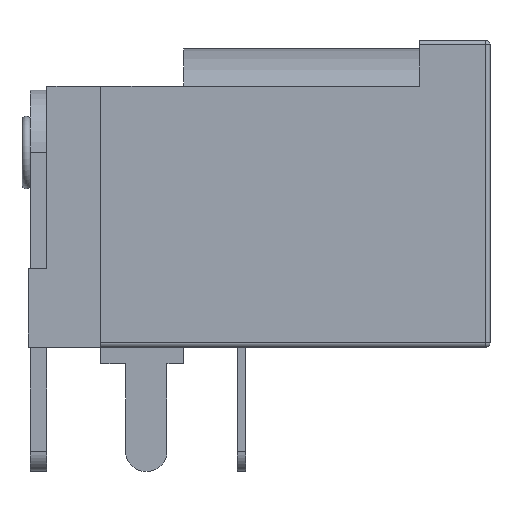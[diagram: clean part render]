
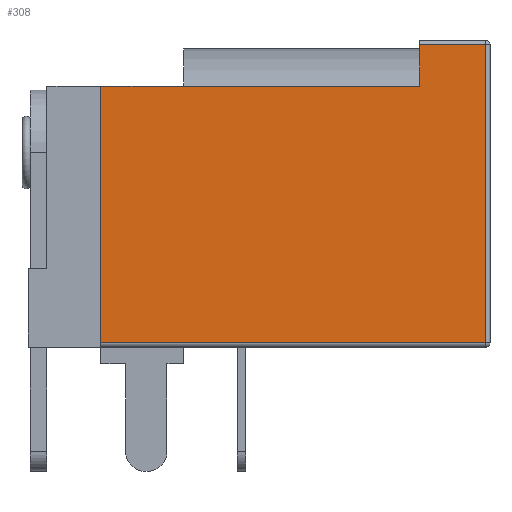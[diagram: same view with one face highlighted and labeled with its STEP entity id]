
A CAD part, left-side view. The second image highlights one B-rep face of the part: STEP entity #308.
In plain terms, the highlighted planar face has unit normal (-1, 0, 0).
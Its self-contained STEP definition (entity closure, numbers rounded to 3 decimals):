
#308 = ADVANCED_FACE( '', ( #691 ), #692, .T. );
#691 = FACE_OUTER_BOUND( '', #1220, .T. );
#692 = PLANE( '', #1221 );
#1220 = EDGE_LOOP( '', ( #1800, #1801, #1802, #1803, #1804, #1805, #1806 ) );
#1221 = AXIS2_PLACEMENT_3D( '', #1807, #1808, #1809 );
#1800 = ORIENTED_EDGE( '', *, *, #3215, .T. );
#1801 = ORIENTED_EDGE( '', *, *, #3232, .T. );
#1802 = ORIENTED_EDGE( '', *, *, #3233, .T. );
#1803 = ORIENTED_EDGE( '', *, *, #3234, .T. );
#1804 = ORIENTED_EDGE( '', *, *, #3235, .F. );
#1805 = ORIENTED_EDGE( '', *, *, #3236, .F. );
#1806 = ORIENTED_EDGE( '', *, *, #3237, .F. );
#1807 = CARTESIAN_POINT( '', ( -2.5, -1.7, -3.7 ) );
#1808 = DIRECTION( '', ( -1., 0., 0. ) );
#1809 = DIRECTION( '', ( 0., 0., 1. ) );
#3215 = EDGE_CURVE( '', #3779, #3777, #3780, .T. );
#3232 = EDGE_CURVE( '', #3777, #3810, #3811, .F. );
#3233 = EDGE_CURVE( '', #3810, #3812, #3813, .T. );
#3234 = EDGE_CURVE( '', #3812, #3814, #3815, .T. );
#3235 = EDGE_CURVE( '', #3816, #3814, #3817, .T. );
#3236 = EDGE_CURVE( '', #3818, #3816, #3819, .T. );
#3237 = EDGE_CURVE( '', #3779, #3818, #3820, .T. );
#3777 = VERTEX_POINT( '', #4604 );
#3779 = VERTEX_POINT( '', #4606 );
#3780 = LINE( '', #4607, #4608 );
#3810 = VERTEX_POINT( '', #4652 );
#3811 = LINE( '', #4653, #4654 );
#3812 = VERTEX_POINT( '', #4655 );
#3813 = LINE( '', #4656, #4657 );
#3814 = VERTEX_POINT( '', #4658 );
#3815 = LINE( '', #4659, #4660 );
#3816 = VERTEX_POINT( '', #4661 );
#3817 = LINE( '', #4662, #4663 );
#3818 = VERTEX_POINT( '', #4664 );
#3819 = LINE( '', #4665, #4666 );
#3820 = LINE( '', #4667, #4668 );
#4604 = CARTESIAN_POINT( '', ( -2.5, 7.7, -3.6 ) );
#4606 = CARTESIAN_POINT( '', ( -2.5, 7.7, 2.6 ) );
#4607 = CARTESIAN_POINT( '', ( -2.5, 7.7, 2.6 ) );
#4608 = VECTOR( '', #5728, 1000. );
#4652 = CARTESIAN_POINT( '', ( -2.5, -1.6, -3.6 ) );
#4653 = CARTESIAN_POINT( '', ( -2.5, -1.7, -3.6 ) );
#4654 = VECTOR( '', #5743, 1000. );
#4655 = CARTESIAN_POINT( '', ( -2.5, -1.6, 3.6 ) );
#4656 = CARTESIAN_POINT( '', ( -2.5, -1.6, 3.7 ) );
#4657 = VECTOR( '', #5744, 1000. );
#4658 = CARTESIAN_POINT( '', ( -2.5, 0., 3.6 ) );
#4659 = CARTESIAN_POINT( '', ( -2.5, -1.7, 3.6 ) );
#4660 = VECTOR( '', #5745, 1000. );
#4661 = CARTESIAN_POINT( '', ( -2.5, 0., 2.6 ) );
#4662 = CARTESIAN_POINT( '', ( -2.5, 0., -3.7 ) );
#4663 = VECTOR( '', #5746, 1000. );
#4664 = CARTESIAN_POINT( '', ( -2.5, 5.7, 2.6 ) );
#4665 = CARTESIAN_POINT( '', ( -2.5, 7.7, 2.6 ) );
#4666 = VECTOR( '', #5747, 1000. );
#4667 = CARTESIAN_POINT( '', ( -2.5, 7.7, 2.6 ) );
#4668 = VECTOR( '', #5748, 1000. );
#5728 = DIRECTION( '', ( 0., 0., -1. ) );
#5743 = DIRECTION( '', ( 0., 1., 0. ) );
#5744 = DIRECTION( '', ( 0., 0., 1. ) );
#5745 = DIRECTION( '', ( 0., 1., 0. ) );
#5746 = DIRECTION( '', ( 0., 0., 1. ) );
#5747 = DIRECTION( '', ( 0., -1., 0. ) );
#5748 = DIRECTION( '', ( 0., -1., 0. ) );
